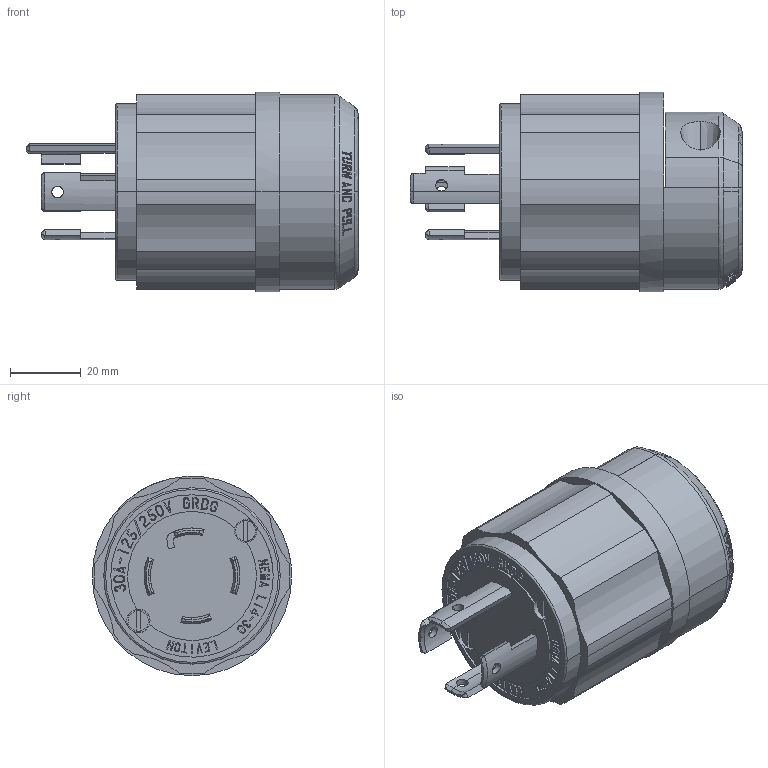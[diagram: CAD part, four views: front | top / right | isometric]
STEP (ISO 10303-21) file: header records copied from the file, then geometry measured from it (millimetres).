
FILE_DESCRIPTION(('OneSpaceDesigner STEP Export'),'2;1');
FILE_NAME('30A 4 Wire CI Lkg Plug L14 30.stp','2013-08-15T10:03:19',(''),(''),'OneSpace Designer STEP processor for AP214 (Solid Model)','OneSpace Designer 14.00A 08-Mar-2006 (C) CoCreate Software GmbH','');
FILE_SCHEMA(('AUTOMOTIVE_DESIGN { 1 0 10303 214 1 1 1 1 }'));
Length unit declared in the file: millimetre
Products named in the file (1): 30A_4W_CI_LkgPlug_L14_30
Bounding box: 94.08 x 56.52 x 56.49 mm (x, y, z)
Volume: 145803.5 mm3; surface area: 24611.1 mm2
Topology: 1 solids, 1 shells, 1286 faces, 3563 edges, 2372 vertices
Faces by surface type: plane 912, cylinder 305, cone 48, torus 18, bspline 3
Entity records: 50012 total; most frequent: CARTESIAN_POINT 11957, ORIENTED_EDGE 7126, DIRECTION 5542, EDGE_CURVE 3563, VERTEX_POINT 2372, VECTOR 2372, LINE 2372, AXIS2_PLACEMENT_3D 1585
